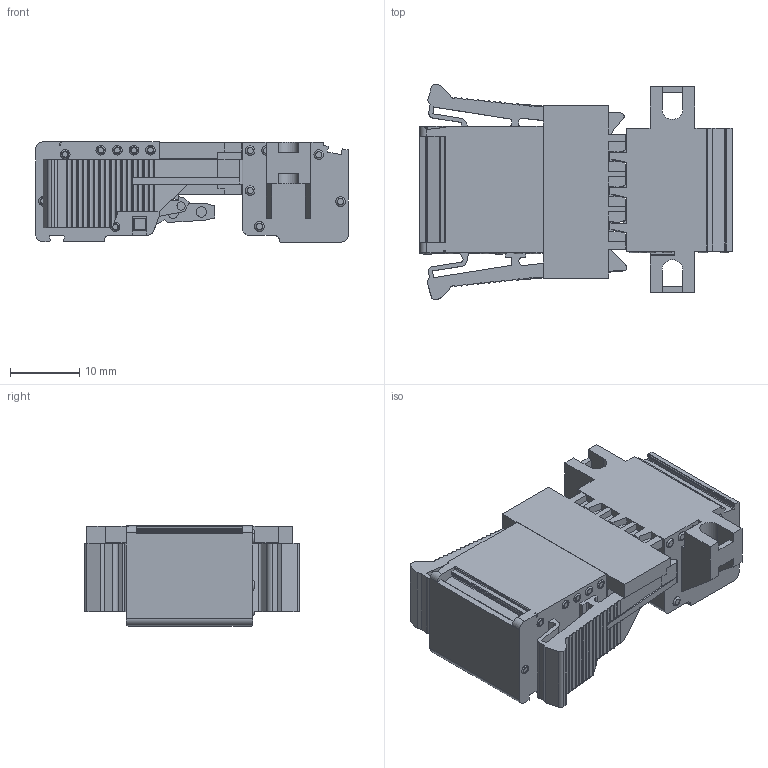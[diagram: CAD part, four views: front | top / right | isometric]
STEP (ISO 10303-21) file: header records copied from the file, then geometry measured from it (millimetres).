
FILE_DESCRIPTION(/* description */ ('Unknown'),/* implementation_level */ '2;1');
FILE_NAME(/* name */ 'DPSC5.08PM-3W-SOLID',/* time_stamp */ '2025-07-03T17:00:26+06:00',/* author */ ('Unknown'),/* organization */ ('Unknown'),/* preprocessor_version */ 'ST-DEVELOPER v16.7',/* originating_system */ 'Solid Edge',/* authorisation */ 'Unknown');
FILE_SCHEMA (('AUTOMOTIVE_DESIGN {1 0 10303 214 3 1 1}'));
Products named in the file (1): DPSC5.08PM-3W-SOLID
Bounding box: 45.25 x 31.16 x 14.5 mm (x, y, z)
Volume: 10568.4 mm3; surface area: 8797.1 mm2
Topology: 1 solids, 1 shells, 1704 faces, 4811 edges, 3162 vertices
Faces by surface type: plane 1185, cylinder 339, bspline 147, torus 14, cone 11, sphere 8
Full cylindrical faces by diameter (mm): 0.8 x7, 1.2 x2, 1.5 x5, 1.8 x3, 2.9 x3, 3.7 x3
Entity records: 71884 total; most frequent: CARTESIAN_POINT 16472, ORIENTED_EDGE 9486, DIRECTION 8274, EDGE_CURVE 4743, LINE 3538, VECTOR 3538, VERTEX_POINT 3154, AXIS2_PLACEMENT_3D 2368
